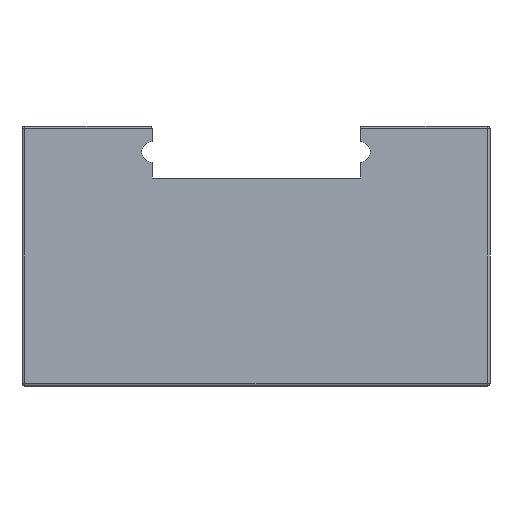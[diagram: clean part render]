
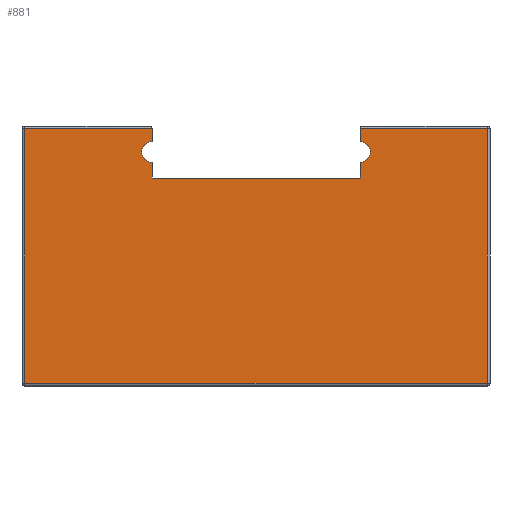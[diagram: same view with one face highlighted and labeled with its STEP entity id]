
A CAD part, left-side view. The second image highlights one B-rep face of the part: STEP entity #881.
In plain terms, the highlighted planar face has unit normal (-1, 0, 0).
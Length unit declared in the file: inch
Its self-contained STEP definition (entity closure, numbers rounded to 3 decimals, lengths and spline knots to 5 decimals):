
#8 = CARTESIAN_POINT ( 'NONE',  ( -1.1, 0.89016, 1. ) ) ;
#19 = CARTESIAN_POINT ( 'NONE',  ( -1.1, -0.4, 0.93937 ) ) ;
#38 = ORIENTED_EDGE ( 'NONE', *, *, #354, .T. ) ;
#52 = CARTESIAN_POINT ( 'NONE',  ( -1.1, 0.9, 0.99016 ) ) ;
#59 = VERTEX_POINT ( 'NONE', #758 ) ;
#63 = CARTESIAN_POINT ( 'NONE',  ( -1.1, 0.4, 0. ) ) ;
#120 = ORIENTED_EDGE ( 'NONE', *, *, #913, .F. ) ;
#124 = CARTESIAN_POINT ( 'NONE',  ( -1.1, 0., 0.8 ) ) ;
#133 = VECTOR ( 'NONE', #417, 39.37008 ) ;
#172 = CARTESIAN_POINT ( 'NONE',  ( -1.1, 0.4, 0.8 ) ) ;
#177 = DIRECTION ( 'NONE',  ( 0., 0., 1. ) ) ;
#190 = DIRECTION ( 'NONE',  ( 0., 0., -1. ) ) ;
#198 = DIRECTION ( 'NONE',  ( 0., 0., 1. ) ) ;
#217 = LINE ( 'NONE', #124, #393 ) ;
#227 = LINE ( 'NONE', #1152, #133 ) ;
#229 = DIRECTION ( 'NONE',  ( 0., 0., 1. ) ) ;
#258 = CARTESIAN_POINT ( 'NONE',  ( -1.1, -0.9, 1. ) ) ;
#268 = VERTEX_POINT ( 'NONE', #1145 ) ;
#276 = CARTESIAN_POINT ( 'NONE',  ( -1.1, 0.4, 0.99016 ) ) ;
#277 = CARTESIAN_POINT ( 'NONE',  ( -1.1, -0.89016, 0.00984 ) ) ;
#290 = EDGE_CURVE ( 'NONE', #820, #988, #326, .T. ) ;
#312 = EDGE_CURVE ( 'NONE', #988, #59, #1095, .T. ) ;
#322 = VECTOR ( 'NONE', #543, 39.37008 ) ;
#326 = LINE ( 'NONE', #63, #599 ) ;
#352 = ORIENTED_EDGE ( 'NONE', *, *, #290, .T. ) ;
#354 = EDGE_CURVE ( 'NONE', #59, #619, #537, .T. ) ;
#355 = FACE_OUTER_BOUND ( 'NONE', #1046, .T. ) ;
#359 = CARTESIAN_POINT ( 'NONE',  ( -1.1, -0.4, 0. ) ) ;
#366 = CARTESIAN_POINT ( 'NONE',  ( -1.1, -0.4, 0. ) ) ;
#379 = VERTEX_POINT ( 'NONE', #424 ) ;
#382 = CARTESIAN_POINT ( 'NONE',  ( -1.1, -0.4, 0.86063 ) ) ;
#392 = ORIENTED_EDGE ( 'NONE', *, *, #707, .T. ) ;
#393 = VECTOR ( 'NONE', #942, 39.37008 ) ;
#417 = DIRECTION ( 'NONE',  ( 0., -1., 0. ) ) ;
#418 = VERTEX_POINT ( 'NONE', #689 ) ;
#419 = CARTESIAN_POINT ( 'NONE',  ( -1.1, 0.89016, 0.00984 ) ) ;
#420 = CARTESIAN_POINT ( 'NONE',  ( -1.1, -0.89016, 1. ) ) ;
#424 = CARTESIAN_POINT ( 'NONE',  ( -1.1, 0.89016, 0.99016 ) ) ;
#427 = VERTEX_POINT ( 'NONE', #19 ) ;
#464 = CARTESIAN_POINT ( 'NONE',  ( -1.1, 0.4, 0.86063 ) ) ;
#500 = ORIENTED_EDGE ( 'NONE', *, *, #513, .T. ) ;
#504 = VECTOR ( 'NONE', #856, 39.37008 ) ;
#507 = LINE ( 'NONE', #420, #504 ) ;
#513 = EDGE_CURVE ( 'NONE', #379, #1055, #563, .T. ) ;
#519 = ORIENTED_EDGE ( 'NONE', *, *, #654, .T. ) ;
#525 = ORIENTED_EDGE ( 'NONE', *, *, #312, .T. ) ;
#537 = LINE ( 'NONE', #891, #322 ) ;
#540 = DIRECTION ( 'NONE',  ( 0., 0., -1. ) ) ;
#543 = DIRECTION ( 'NONE',  ( 0., 0., 1. ) ) ;
#563 = LINE ( 'NONE', #8, #769 ) ;
#599 = VECTOR ( 'NONE', #229, 39.37008 ) ;
#619 = VERTEX_POINT ( 'NONE', #276 ) ;
#623 = DIRECTION ( 'NONE',  ( -1., 0., 0. ) ) ;
#630 = DIRECTION ( 'NONE',  ( 1., 0., 0. ) ) ;
#634 = DIRECTION ( 'NONE',  ( 1., 0., 0. ) ) ;
#636 = LINE ( 'NONE', #1094, #884 ) ;
#638 = LINE ( 'NONE', #52, #899 ) ;
#654 = EDGE_CURVE ( 'NONE', #1195, #268, #507, .T. ) ;
#671 = LINE ( 'NONE', #366, #699 ) ;
#687 = ORIENTED_EDGE ( 'NONE', *, *, #1198, .T. ) ;
#689 = CARTESIAN_POINT ( 'NONE',  ( -1.1, -0.4, 0.99016 ) ) ;
#693 = VECTOR ( 'NONE', #177, 39.37008 ) ;
#699 = VECTOR ( 'NONE', #198, 39.37008 ) ;
#707 = EDGE_CURVE ( 'NONE', #1055, #1195, #227, .T. ) ;
#713 = EDGE_CURVE ( 'NONE', #812, #820, #217, .T. ) ;
#720 = CARTESIAN_POINT ( 'NONE',  ( -1.1, 0.4, 0.9 ) ) ;
#758 = CARTESIAN_POINT ( 'NONE',  ( -1.1, 0.4, 0.93937 ) ) ;
#769 = VECTOR ( 'NONE', #190, 39.37008 ) ;
#778 = ORIENTED_EDGE ( 'NONE', *, *, #713, .T. ) ;
#781 = EDGE_CURVE ( 'NONE', #619, #379, #638, .T. ) ;
#803 = ORIENTED_EDGE ( 'NONE', *, *, #1029, .F. ) ;
#812 = VERTEX_POINT ( 'NONE', #1181 ) ;
#820 = VERTEX_POINT ( 'NONE', #172 ) ;
#840 = AXIS2_PLACEMENT_3D ( 'NONE', #1090, #623, #978 ) ;
#856 = DIRECTION ( 'NONE',  ( 0., 0., 1. ) ) ;
#863 = EDGE_CURVE ( 'NONE', #943, #427, #1047, .T. ) ;
#881 = ADVANCED_FACE ( 'NONE', ( #355 ), #888, .F. ) ;
#884 = VECTOR ( 'NONE', #1083, 39.37008 ) ;
#888 = PLANE ( 'NONE',  #1074 ) ;
#891 = CARTESIAN_POINT ( 'NONE',  ( -1.1, 0.4, 0. ) ) ;
#897 = AXIS2_PLACEMENT_3D ( 'NONE', #720, #630, #540 ) ;
#899 = VECTOR ( 'NONE', #1086, 39.37008 ) ;
#913 = EDGE_CURVE ( 'NONE', #427, #418, #1177, .T. ) ;
#942 = DIRECTION ( 'NONE',  ( 0., 1., 0. ) ) ;
#943 = VERTEX_POINT ( 'NONE', #382 ) ;
#978 = DIRECTION ( 'NONE',  ( 0., 0., 1. ) ) ;
#987 = DIRECTION ( 'NONE',  ( 0., 0., -1. ) ) ;
#988 = VERTEX_POINT ( 'NONE', #464 ) ;
#1029 = EDGE_CURVE ( 'NONE', #812, #943, #671, .T. ) ;
#1046 = EDGE_LOOP ( 'NONE', ( #38, #1053, #500, #392, #519, #687, #120, #1136, #803, #778, #352, #525 ) ) ;
#1047 = CIRCLE ( 'NONE', #840, 0.03937 ) ;
#1053 = ORIENTED_EDGE ( 'NONE', *, *, #781, .T. ) ;
#1055 = VERTEX_POINT ( 'NONE', #419 ) ;
#1074 = AXIS2_PLACEMENT_3D ( 'NONE', #258, #634, #987 ) ;
#1083 = DIRECTION ( 'NONE',  ( 0., 1., 0. ) ) ;
#1086 = DIRECTION ( 'NONE',  ( 0., 1., 0. ) ) ;
#1090 = CARTESIAN_POINT ( 'NONE',  ( -1.1, -0.4, 0.9 ) ) ;
#1094 = CARTESIAN_POINT ( 'NONE',  ( -1.1, -0.4, 0.99016 ) ) ;
#1095 = CIRCLE ( 'NONE', #897, 0.03937 ) ;
#1136 = ORIENTED_EDGE ( 'NONE', *, *, #863, .F. ) ;
#1145 = CARTESIAN_POINT ( 'NONE',  ( -1.1, -0.89016, 0.99016 ) ) ;
#1152 = CARTESIAN_POINT ( 'NONE',  ( -1.1, -0.9, 0.00984 ) ) ;
#1177 = LINE ( 'NONE', #359, #693 ) ;
#1181 = CARTESIAN_POINT ( 'NONE',  ( -1.1, -0.4, 0.8 ) ) ;
#1195 = VERTEX_POINT ( 'NONE', #277 ) ;
#1198 = EDGE_CURVE ( 'NONE', #268, #418, #636, .T. ) ;
